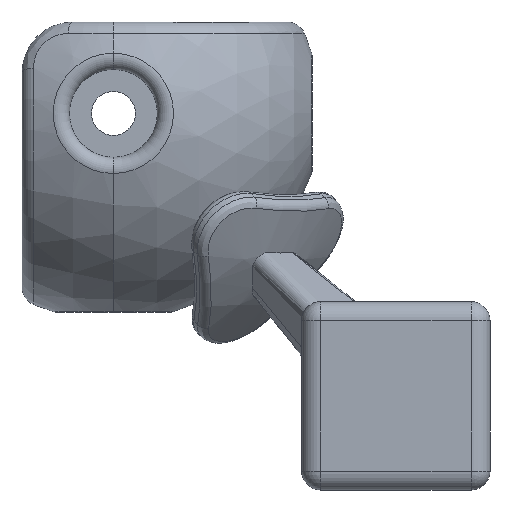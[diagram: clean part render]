
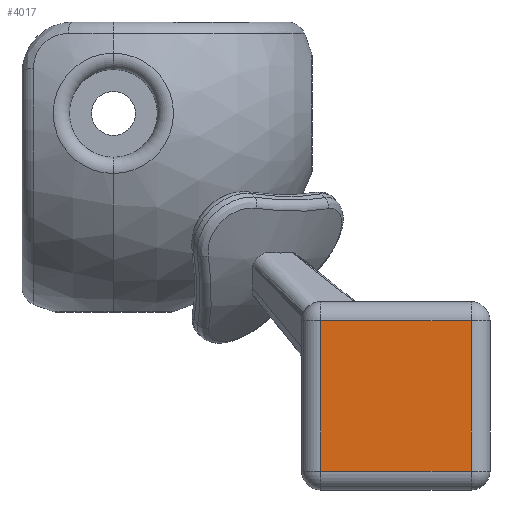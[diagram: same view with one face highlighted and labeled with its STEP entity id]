
A CAD part, left-side view. The second image highlights one B-rep face of the part: STEP entity #4017.
In plain terms, the highlighted planar face has unit normal (-1, 0, 0).
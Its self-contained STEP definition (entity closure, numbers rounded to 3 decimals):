
#77 = VECTOR ( 'NONE', #1853, 1000. ) ;
#164 = ORIENTED_EDGE ( 'NONE', *, *, #5588, .T. ) ;
#170 = CARTESIAN_POINT ( 'NONE',  ( -30., -16.5, 0. ) ) ;
#209 = CARTESIAN_POINT ( 'NONE',  ( -30., -28.5, -16.5 ) ) ;
#224 = CARTESIAN_POINT ( 'NONE',  ( -30., -16.5, -28.5 ) ) ;
#269 = EDGE_CURVE ( 'NONE', #4023, #1394, #775, .T. ) ;
#434 = AXIS2_PLACEMENT_3D ( 'NONE', #5146, #1212, #1566 ) ;
#775 = LINE ( 'NONE', #833, #4726 ) ;
#833 = CARTESIAN_POINT ( 'NONE',  ( -30., 0., -28.5 ) ) ;
#1042 = VERTEX_POINT ( 'NONE', #2831 ) ;
#1212 = DIRECTION ( 'NONE',  ( -1., 0., 0. ) ) ;
#1394 = VERTEX_POINT ( 'NONE', #4276 ) ;
#1559 = LINE ( 'NONE', #5545, #5006 ) ;
#1566 = DIRECTION ( 'NONE',  ( 0., 0., 1. ) ) ;
#1810 = VECTOR ( 'NONE', #2070, 1000. ) ;
#1853 = DIRECTION ( 'NONE',  ( 0., 0., -1. ) ) ;
#2070 = DIRECTION ( 'NONE',  ( 0., 0., 1. ) ) ;
#2463 = PLANE ( 'NONE',  #434 ) ;
#2831 = CARTESIAN_POINT ( 'NONE',  ( -30., -16.5, -16.5 ) ) ;
#2918 = ORIENTED_EDGE ( 'NONE', *, *, #3417, .T. ) ;
#3000 = EDGE_LOOP ( 'NONE', ( #3737, #4760, #2918, #164 ) ) ;
#3417 = EDGE_CURVE ( 'NONE', #1394, #4718, #3777, .T. ) ;
#3466 = DIRECTION ( 'NONE',  ( 0., -1., 0. ) ) ;
#3637 = LINE ( 'NONE', #170, #77 ) ;
#3737 = ORIENTED_EDGE ( 'NONE', *, *, #3913, .T. ) ;
#3749 = CARTESIAN_POINT ( 'NONE',  ( -30., -28.5, 0. ) ) ;
#3777 = LINE ( 'NONE', #3749, #1810 ) ;
#3913 = EDGE_CURVE ( 'NONE', #1042, #4023, #3637, .T. ) ;
#4017 = ADVANCED_FACE ( 'NONE', ( #4688 ), #2463, .T. ) ;
#4023 = VERTEX_POINT ( 'NONE', #224 ) ;
#4276 = CARTESIAN_POINT ( 'NONE',  ( -30., -28.5, -28.5 ) ) ;
#4688 = FACE_OUTER_BOUND ( 'NONE', #3000, .T. ) ;
#4718 = VERTEX_POINT ( 'NONE', #209 ) ;
#4726 = VECTOR ( 'NONE', #3466, 1000. ) ;
#4760 = ORIENTED_EDGE ( 'NONE', *, *, #269, .T. ) ;
#5006 = VECTOR ( 'NONE', #5630, 1000. ) ;
#5146 = CARTESIAN_POINT ( 'NONE',  ( -30., 0., 0. ) ) ;
#5545 = CARTESIAN_POINT ( 'NONE',  ( -30., 0., -16.5 ) ) ;
#5588 = EDGE_CURVE ( 'NONE', #4718, #1042, #1559, .T. ) ;
#5630 = DIRECTION ( 'NONE',  ( 0., 1., 0. ) ) ;
